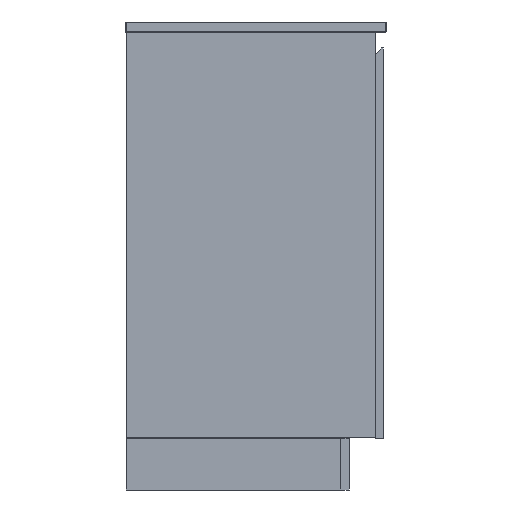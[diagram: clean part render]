
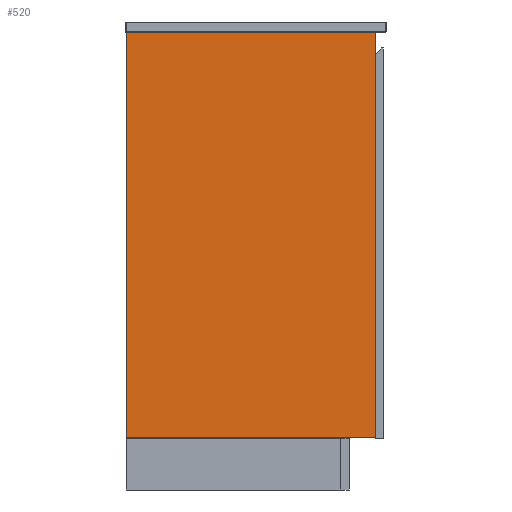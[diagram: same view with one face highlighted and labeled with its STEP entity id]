
A CAD part, left-side view. The second image highlights one B-rep face of the part: STEP entity #520.
In plain terms, the highlighted planar face has unit normal (-1, 0, 0).
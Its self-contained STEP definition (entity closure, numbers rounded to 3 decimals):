
#520=ADVANCED_FACE('',(#663),#2395,.T.);
#663=FACE_OUTER_BOUND('',#806,.T.);
#806=EDGE_LOOP('',(#1105,#1106,#1107,#1108));
#1105=ORIENTED_EDGE('',*,*,#1635,.F.);
#1106=ORIENTED_EDGE('',*,*,#1617,.T.);
#1107=ORIENTED_EDGE('',*,*,#1633,.T.);
#1108=ORIENTED_EDGE('',*,*,#1634,.F.);
#1617=EDGE_CURVE('',#2202,#2204,#1928,.T.);
#1633=EDGE_CURVE('',#2204,#2217,#1944,.T.);
#1634=EDGE_CURVE('',#2218,#2217,#1945,.T.);
#1635=EDGE_CURVE('',#2202,#2218,#1946,.T.);
#1928=B_SPLINE_CURVE_WITH_KNOTS('',1,(#3471,#3472),.UNSPECIFIED.,.F.,.F.,
(2,2),(-780.,0.),.UNSPECIFIED.);
#1944=B_SPLINE_CURVE_WITH_KNOTS('',1,(#3503,#3504),.UNSPECIFIED.,.F.,.F.,
(2,2),(-479.,0.),.UNSPECIFIED.);
#1945=B_SPLINE_CURVE_WITH_KNOTS('',1,(#3505,#3506),.UNSPECIFIED.,.F.,.F.,
(2,2),(-780.,0.),.UNSPECIFIED.);
#1946=B_SPLINE_CURVE_WITH_KNOTS('',1,(#3507,#3508),.UNSPECIFIED.,.F.,.F.,
(2,2),(-479.,0.),.UNSPECIFIED.);
#2202=VERTEX_POINT('',#3446);
#2204=VERTEX_POINT('',#3448);
#2217=VERTEX_POINT('',#3461);
#2218=VERTEX_POINT('',#3462);
#2395=PLANE('',#2683);
#2683=AXIS2_PLACEMENT_3D('',#3438,#2847,$);
#2847=DIRECTION('',(-1.,0.,0.));
#3438=CARTESIAN_POINT('',(-894.,-468.,526.9));
#3446=CARTESIAN_POINT('',(-894.,-390.,479.));
#3448=CARTESIAN_POINT('',(-894.,390.,479.));
#3461=CARTESIAN_POINT('',(-894.,390.,0.));
#3462=CARTESIAN_POINT('',(-894.,-390.,0.));
#3471=CARTESIAN_POINT('',(-894.,-390.,479.));
#3472=CARTESIAN_POINT('',(-894.,390.,479.));
#3503=CARTESIAN_POINT('',(-894.,390.,479.));
#3504=CARTESIAN_POINT('',(-894.,390.,0.));
#3505=CARTESIAN_POINT('',(-894.,-390.,0.));
#3506=CARTESIAN_POINT('',(-894.,390.,0.));
#3507=CARTESIAN_POINT('',(-894.,-390.,479.));
#3508=CARTESIAN_POINT('',(-894.,-390.,0.));
